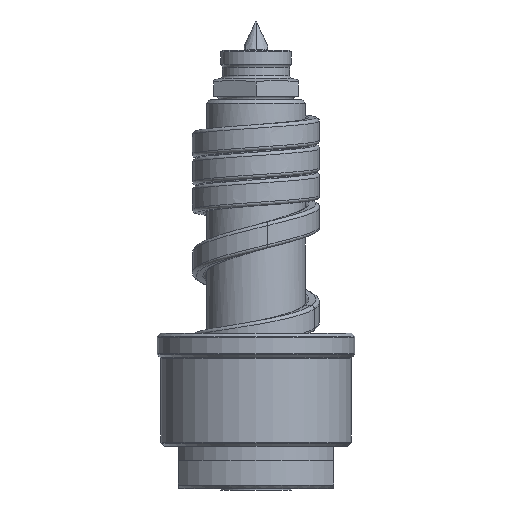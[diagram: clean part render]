
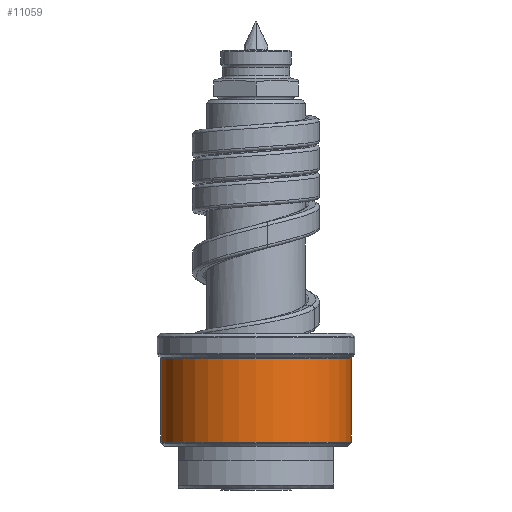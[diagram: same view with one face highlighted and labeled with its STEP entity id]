
A CAD part, front view. The second image highlights one B-rep face of the part: STEP entity #11059.
In plain terms, the highlighted cylindrical face has radius 13.5 mm (diameter 27 mm), a partial arc.
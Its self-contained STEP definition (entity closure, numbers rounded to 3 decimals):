
#3122=CARTESIAN_POINT('',(0.,0.,6.582));
#3123=DIRECTION('',(0.,0.,1.));
#3124=DIRECTION('',(-1.,0.,0.));
#3125=AXIS2_PLACEMENT_3D('',#3122,#3123,#3124);
#3127=DIRECTION('',(0.,0.,-1.));
#3128=VECTOR('',#3127,11.835);
#3129=CARTESIAN_POINT('',(-13.5,0.,18.417));
#3130=LINE('',#3129,#3128);
#3131=CARTESIAN_POINT('',(0.,0.,18.417));
#3132=DIRECTION('',(0.,0.,1.));
#3133=DIRECTION('',(-1.,0.,0.));
#3134=AXIS2_PLACEMENT_3D('',#3131,#3132,#3133);
#3136=DIRECTION('',(0.,0.,-1.));
#3137=VECTOR('',#3136,11.835);
#3138=CARTESIAN_POINT('',(13.5,0.,18.417));
#3139=LINE('',#3138,#3137);
#6018=CARTESIAN_POINT('',(13.5,0.,18.417));
#6019=CARTESIAN_POINT('',(-13.5,0.,18.417));
#6020=VERTEX_POINT('',#6018);
#6021=VERTEX_POINT('',#6019);
#6044=CARTESIAN_POINT('',(13.5,0.,6.582));
#6045=VERTEX_POINT('',#6044);
#6046=CARTESIAN_POINT('',(-13.5,0.,6.582));
#6047=VERTEX_POINT('',#6046);
#11047=CARTESIAN_POINT('',(0.,0.,5.2));
#11048=DIRECTION('',(0.,0.,1.));
#11049=DIRECTION('',(-1.,0.,0.));
#11050=AXIS2_PLACEMENT_3D('',#11047,#11048,#11049);
#11051=CYLINDRICAL_SURFACE('',#11050,13.5);
#11052=ORIENTED_EDGE('',*,*,#11004,.F.);
#11053=ORIENTED_EDGE('',*,*,#11038,.F.);
#11055=ORIENTED_EDGE('',*,*,#11054,.T.);
#11056=ORIENTED_EDGE('',*,*,#11034,.T.);
#11057=EDGE_LOOP('',(#11052,#11053,#11055,#11056));
#11058=FACE_OUTER_BOUND('',#11057,.F.);
#3126=CIRCLE('',#3125,13.5);
#3135=CIRCLE('',#3134,13.5);
#11004=EDGE_CURVE('',#6047,#6045,#3126,.T.);
#11034=EDGE_CURVE('',#6020,#6045,#3139,.T.);
#11038=EDGE_CURVE('',#6021,#6047,#3130,.T.);
#11054=EDGE_CURVE('',#6021,#6020,#3135,.T.);
#11059=ADVANCED_FACE('',(#11058),#11051,.T.);
